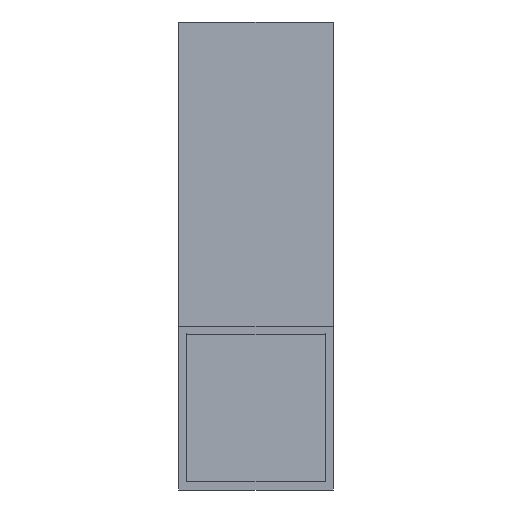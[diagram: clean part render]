
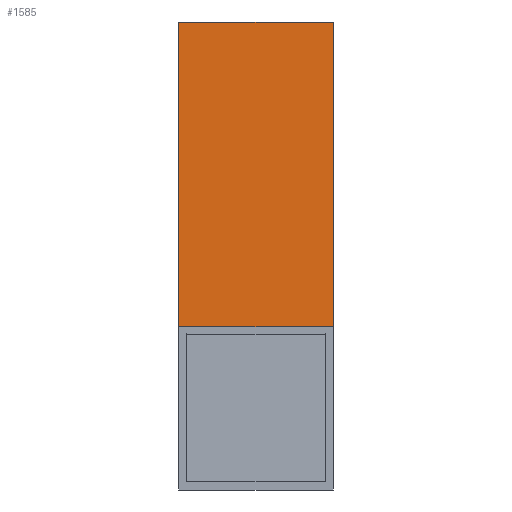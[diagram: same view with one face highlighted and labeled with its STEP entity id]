
A CAD part, front view. The second image highlights one B-rep face of the part: STEP entity #1585.
In plain terms, the highlighted planar face has unit normal (0, -0.333, 0.943).
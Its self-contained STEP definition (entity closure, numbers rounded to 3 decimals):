
#41 = VECTOR ( 'NONE', #826, 1000. ) ;
#73 = CARTESIAN_POINT ( 'NONE',  ( 20., 263.654, -135. ) ) ;
#74 = CARTESIAN_POINT ( 'NONE',  ( 20., 263.654, -135. ) ) ;
#107 = DIRECTION ( 'NONE',  ( 0., 0.333, -0.943 ) ) ;
#222 = LINE ( 'NONE', #1118, #933 ) ;
#265 = ORIENTED_EDGE ( 'NONE', *, *, #809, .T. ) ;
#446 = EDGE_CURVE ( 'NONE', #1590, #1331, #1086, .T. ) ;
#523 = LINE ( 'NONE', #1806, #714 ) ;
#539 = VECTOR ( 'NONE', #1095, 1000. ) ;
#657 = EDGE_LOOP ( 'NONE', ( #265, #1154, #665, #1226 ) ) ;
#665 = ORIENTED_EDGE ( 'NONE', *, *, #1691, .F. ) ;
#714 = VECTOR ( 'NONE', #1539, 1000. ) ;
#790 = CARTESIAN_POINT ( 'NONE',  ( 20., 40., -214.074 ) ) ;
#805 = DIRECTION ( 'NONE',  ( -1., 0., 0. ) ) ;
#809 = EDGE_CURVE ( 'NONE', #1331, #1120, #1102, .T. ) ;
#813 = CARTESIAN_POINT ( 'NONE',  ( 20., 40., -214.074 ) ) ;
#822 = FACE_OUTER_BOUND ( 'NONE', #657, .T. ) ;
#826 = DIRECTION ( 'NONE',  ( 0., -0.943, -0.333 ) ) ;
#933 = VECTOR ( 'NONE', #805, 1000. ) ;
#952 = CARTESIAN_POINT ( 'NONE',  ( -20., 40., -214.074 ) ) ;
#958 = AXIS2_PLACEMENT_3D ( 'NONE', #813, #107, #1258 ) ;
#1086 = LINE ( 'NONE', #73, #539 ) ;
#1095 = DIRECTION ( 'NONE',  ( -1., 0., 0. ) ) ;
#1102 = LINE ( 'NONE', #952, #41 ) ;
#1118 = CARTESIAN_POINT ( 'NONE',  ( 20., 40., -214.074 ) ) ;
#1120 = VERTEX_POINT ( 'NONE', #1217 ) ;
#1154 = ORIENTED_EDGE ( 'NONE', *, *, #1218, .F. ) ;
#1217 = CARTESIAN_POINT ( 'NONE',  ( -20., 40., -214.074 ) ) ;
#1218 = EDGE_CURVE ( 'NONE', #1513, #1120, #222, .T. ) ;
#1226 = ORIENTED_EDGE ( 'NONE', *, *, #446, .T. ) ;
#1258 = DIRECTION ( 'NONE',  ( 0., 0.943, 0.333 ) ) ;
#1331 = VERTEX_POINT ( 'NONE', #1444 ) ;
#1444 = CARTESIAN_POINT ( 'NONE',  ( -20., 263.654, -135. ) ) ;
#1513 = VERTEX_POINT ( 'NONE', #790 ) ;
#1519 = PLANE ( 'NONE',  #958 ) ;
#1539 = DIRECTION ( 'NONE',  ( 0., -0.943, -0.333 ) ) ;
#1585 = ADVANCED_FACE ( 'NONE', ( #822 ), #1519, .F. ) ;
#1590 = VERTEX_POINT ( 'NONE', #74 ) ;
#1691 = EDGE_CURVE ( 'NONE', #1590, #1513, #523, .T. ) ;
#1806 = CARTESIAN_POINT ( 'NONE',  ( 20., 40., -214.074 ) ) ;
